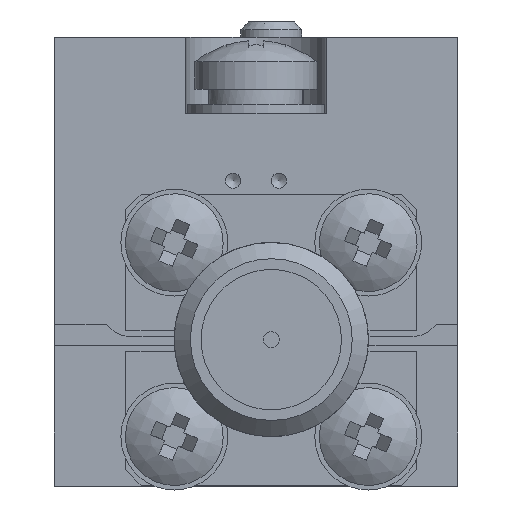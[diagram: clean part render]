
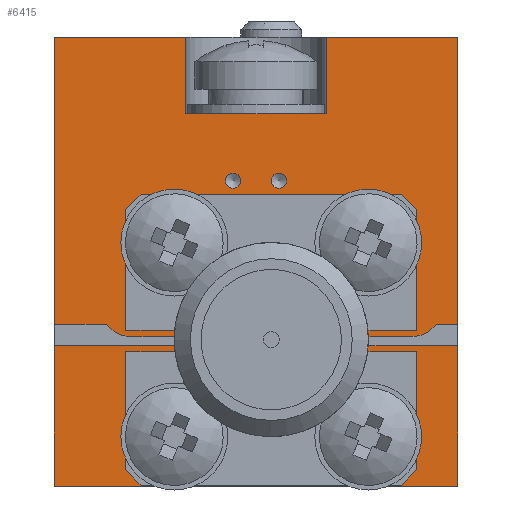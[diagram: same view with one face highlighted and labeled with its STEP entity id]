
A CAD part, left-side view. The second image highlights one B-rep face of the part: STEP entity #6415.
In plain terms, the highlighted planar face has unit normal (-1, 0, 0).
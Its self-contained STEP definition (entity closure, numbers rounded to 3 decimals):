
#6415=ADVANCED_FACE('',(#19006,#19008,#19010,#19012,#19014,#19016,#19018),#19020,
.F.);
#19006=FACE_BOUND('',#19007,.T.);
#19007=EDGE_LOOP('',(#32467,#32468,#32469,#32470,#32471,#32472,#32473,#32474,#32475,
#32476,#32477,#32478,#32479,#32480,#32481,#32482,#32483,#32484,#32485,#32486));
#19008=FACE_BOUND('',#19009,.T.);
#19009=EDGE_LOOP('',(#32487));
#19010=FACE_BOUND('',#19011,.T.);
#19011=EDGE_LOOP('',(#32488));
#19012=FACE_BOUND('',#19013,.T.);
#19013=EDGE_LOOP('',(#32489));
#19014=FACE_BOUND('',#19015,.T.);
#19015=EDGE_LOOP('',(#32490));
#19016=FACE_BOUND('',#19017,.T.);
#19017=EDGE_LOOP('',(#32491));
#19018=FACE_BOUND('',#19019,.T.);
#19019=EDGE_LOOP('',(#32492));
#19020=PLANE('',#19021);
#19021=AXIS2_PLACEMENT_3D('',#19022,#19023,#19024);
#19022=CARTESIAN_POINT('',(-27.5,6.6,14.7));
#19023=DIRECTION('',(1.,0.,-0.));
#19024=DIRECTION('',(0.,1.,0.));
#32467=ORIENTED_EDGE('',*,*,#38546,.F.);
#32468=ORIENTED_EDGE('',*,*,#38547,.F.);
#32469=ORIENTED_EDGE('',*,*,#38548,.F.);
#32470=ORIENTED_EDGE('',*,*,#38549,.T.);
#32471=ORIENTED_EDGE('',*,*,#38550,.F.);
#32472=ORIENTED_EDGE('',*,*,#38525,.T.);
#32473=ORIENTED_EDGE('',*,*,#38551,.F.);
#32474=ORIENTED_EDGE('',*,*,#38552,.F.);
#32475=ORIENTED_EDGE('',*,*,#38553,.F.);
#32476=ORIENTED_EDGE('',*,*,#38554,.F.);
#32477=ORIENTED_EDGE('',*,*,#38555,.F.);
#32478=ORIENTED_EDGE('',*,*,#38521,.T.);
#32479=ORIENTED_EDGE('',*,*,#38556,.T.);
#32480=ORIENTED_EDGE('',*,*,#38179,.F.);
#32481=ORIENTED_EDGE('',*,*,#38557,.F.);
#32482=ORIENTED_EDGE('',*,*,#38558,.F.);
#32483=ORIENTED_EDGE('',*,*,#38559,.F.);
#32484=ORIENTED_EDGE('',*,*,#38560,.F.);
#32485=ORIENTED_EDGE('',*,*,#38561,.F.);
#32486=ORIENTED_EDGE('',*,*,#38175,.F.);
#32487=ORIENTED_EDGE('',*,*,#37784,.F.);
#32488=ORIENTED_EDGE('',*,*,#37786,.F.);
#32489=ORIENTED_EDGE('',*,*,#37788,.F.);
#32490=ORIENTED_EDGE('',*,*,#37790,.F.);
#32491=ORIENTED_EDGE('',*,*,#37792,.F.);
#32492=ORIENTED_EDGE('',*,*,#37794,.F.);
#37784=EDGE_CURVE('',#41838,#41838,#41839,.T.);
#37786=EDGE_CURVE('',#41842,#41842,#41843,.T.);
#37788=EDGE_CURVE('',#41846,#41846,#41847,.T.);
#37790=EDGE_CURVE('',#41850,#41850,#41851,.T.);
#37792=EDGE_CURVE('',#41854,#41854,#41855,.T.);
#37794=EDGE_CURVE('',#41858,#41858,#41859,.T.);
#38175=EDGE_CURVE('',#42619,#42621,#42622,.T.);
#38179=EDGE_CURVE('',#42627,#42629,#42630,.T.);
#38521=EDGE_CURVE('',#43309,#43307,#43310,.T.);
#38525=EDGE_CURVE('',#43317,#43315,#43318,.T.);
#38546=EDGE_CURVE('',#43358,#42619,#43359,.T.);
#38547=EDGE_CURVE('',#43360,#43358,#43361,.T.);
#38548=EDGE_CURVE('',#43362,#43360,#43363,.T.);
#38549=EDGE_CURVE('',#43362,#43364,#43365,.T.);
#38550=EDGE_CURVE('',#43317,#43364,#43366,.T.);
#38551=EDGE_CURVE('',#43367,#43315,#43368,.T.);
#38552=EDGE_CURVE('',#43369,#43367,#43370,.T.);
#38553=EDGE_CURVE('',#43371,#43369,#43372,.T.);
#38554=EDGE_CURVE('',#43373,#43371,#43374,.T.);
#38555=EDGE_CURVE('',#43309,#43373,#43375,.T.);
#38556=EDGE_CURVE('',#43307,#42629,#43376,.T.);
#38557=EDGE_CURVE('',#43377,#42627,#43378,.T.);
#38558=EDGE_CURVE('',#43379,#43377,#43380,.T.);
#38559=EDGE_CURVE('',#43381,#43379,#43382,.T.);
#38560=EDGE_CURVE('',#43383,#43381,#43384,.T.);
#38561=EDGE_CURVE('',#42621,#43383,#43385,.T.);
#41838=VERTEX_POINT('',#53635);
#41839=CIRCLE('',#53636,0.25);
#41842=VERTEX_POINT('',#53746);
#41843=CIRCLE('',#53747,0.25);
#41846=VERTEX_POINT('',#53857);
#41847=CIRCLE('',#53858,0.625);
#41850=VERTEX_POINT('',#53968);
#41851=CIRCLE('',#53969,0.625);
#41854=VERTEX_POINT('',#54079);
#41855=CIRCLE('',#54080,0.625);
#41858=VERTEX_POINT('',#54190);
#41859=CIRCLE('',#54191,0.625);
#42619=VERTEX_POINT('',#57754);
#42621=VERTEX_POINT('',#57758);
#42622=LINE('',#57759,#57760);
#42627=VERTEX_POINT('',#57770);
#42629=VERTEX_POINT('',#57774);
#42630=LINE('',#57775,#57776);
#43307=VERTEX_POINT('',#63746);
#43309=VERTEX_POINT('',#63750);
#43310=LINE('',#63751,#63752);
#43315=VERTEX_POINT('',#63762);
#43317=VERTEX_POINT('',#63766);
#43318=LINE('',#63767,#63768);
#43358=VERTEX_POINT('',#63849);
#43359=LINE('',#63850,#63851);
#43360=VERTEX_POINT('',#63853);
#43361=LINE('',#63854,#63855);
#43362=VERTEX_POINT('',#63857);
#43363=LINE('',#63858,#63859);
#43364=VERTEX_POINT('',#63861);
#43365=LINE('',#63862,#63863);
#43366=LINE('',#63865,#63866);
#43367=VERTEX_POINT('',#63868);
#43368=LINE('',#63869,#63870);
#43369=VERTEX_POINT('',#63872);
#43370=CIRCLE('',#63873,1.);
#43371=VERTEX_POINT('',#63877);
#43372=LINE('',#63878,#63879);
#43373=VERTEX_POINT('',#63881);
#43374=LINE('',#63882,#63883);
#43375=LINE('',#63885,#63886);
#43376=LINE('',#63888,#63889);
#43377=VERTEX_POINT('',#63891);
#43378=LINE('',#63892,#63893);
#43379=VERTEX_POINT('',#63895);
#43380=LINE('',#63896,#63897);
#43381=VERTEX_POINT('',#63899);
#43382=LINE('',#63900,#63901);
#43383=VERTEX_POINT('',#63903);
#43384=CIRCLE('',#63904,1.);
#43385=LINE('',#63908,#63909);
#53635=CARTESIAN_POINT('',(-27.5,-0.75,10.25));
#53636=AXIS2_PLACEMENT_3D('',#53637,#53638,#53639);
#53637=CARTESIAN_POINT('',(-27.5,-0.75,10.));
#53638=DIRECTION('',(-1.,0.,0.));
#53639=DIRECTION('',(-0.,0.,-1.));
#53746=CARTESIAN_POINT('',(-27.5,0.75,10.25));
#53747=AXIS2_PLACEMENT_3D('',#53748,#53749,#53750);
#53748=CARTESIAN_POINT('',(-27.5,0.75,10.));
#53749=DIRECTION('',(-1.,0.,0.));
#53750=DIRECTION('',(-0.,0.,-1.));
#53857=CARTESIAN_POINT('',(-27.5,2.675,8.6));
#53858=AXIS2_PLACEMENT_3D('',#53859,#53860,#53861);
#53859=CARTESIAN_POINT('',(-27.5,2.675,7.975));
#53860=DIRECTION('',(-1.,0.,0.));
#53861=DIRECTION('',(-0.,0.,-1.));
#53968=CARTESIAN_POINT('',(-27.5,-3.675,8.6));
#53969=AXIS2_PLACEMENT_3D('',#53970,#53971,#53972);
#53970=CARTESIAN_POINT('',(-27.5,-3.675,7.975));
#53971=DIRECTION('',(-1.,0.,0.));
#53972=DIRECTION('',(-0.,0.,-1.));
#54079=CARTESIAN_POINT('',(-27.5,-3.675,2.25));
#54080=AXIS2_PLACEMENT_3D('',#54081,#54082,#54083);
#54081=CARTESIAN_POINT('',(-27.5,-3.675,1.625));
#54082=DIRECTION('',(-1.,0.,0.));
#54083=DIRECTION('',(-0.,0.,-1.));
#54190=CARTESIAN_POINT('',(-27.5,2.675,2.25));
#54191=AXIS2_PLACEMENT_3D('',#54192,#54193,#54194);
#54192=CARTESIAN_POINT('',(-27.5,2.675,1.625));
#54193=DIRECTION('',(-1.,0.,0.));
#54194=DIRECTION('',(-0.,0.,-1.));
#57754=CARTESIAN_POINT('',(-27.5,-6.6,14.7));
#57758=CARTESIAN_POINT('',(-27.5,-6.6,5.3));
#57759=CARTESIAN_POINT('',(-27.5,-6.6,14.7));
#57760=VECTOR('',#57761,1.);
#57761=DIRECTION('',(0.,0.,-1.));
#57770=CARTESIAN_POINT('',(-27.5,-6.6,4.6));
#57774=CARTESIAN_POINT('',(-27.5,-6.6,0.));
#57775=CARTESIAN_POINT('',(-27.5,-6.6,4.6));
#57776=VECTOR('',#57777,1.);
#57777=DIRECTION('',(0.,0.,-1.));
#63746=CARTESIAN_POINT('',(-27.5,6.6,0.));
#63750=CARTESIAN_POINT('',(-27.5,6.6,4.6));
#63751=CARTESIAN_POINT('',(-27.5,6.6,4.6));
#63752=VECTOR('',#63753,1.);
#63753=DIRECTION('',(0.,0.,-1.));
#63762=CARTESIAN_POINT('',(-27.5,6.6,5.3));
#63766=CARTESIAN_POINT('',(-27.5,6.6,14.7));
#63767=CARTESIAN_POINT('',(-27.5,6.6,14.7));
#63768=VECTOR('',#63769,1.);
#63769=DIRECTION('',(0.,0.,-1.));
#63849=CARTESIAN_POINT('',(-27.5,-2.3,14.7));
#63850=CARTESIAN_POINT('',(-27.5,-2.3,14.7));
#63851=VECTOR('',#63852,1.);
#63852=DIRECTION('',(0.,-1.,0.));
#63853=CARTESIAN_POINT('',(-27.5,-2.3,12.2));
#63854=CARTESIAN_POINT('',(-27.5,-2.3,12.2));
#63855=VECTOR('',#63856,1.);
#63856=DIRECTION('',(0.,0.,1.));
#63857=CARTESIAN_POINT('',(-27.5,2.3,12.2));
#63858=CARTESIAN_POINT('',(-27.5,2.3,12.2));
#63859=VECTOR('',#63860,1.);
#63860=DIRECTION('',(0.,-1.,0.));
#63861=CARTESIAN_POINT('',(-27.5,2.3,14.7));
#63862=CARTESIAN_POINT('',(-27.5,2.3,12.2));
#63863=VECTOR('',#63864,1.);
#63864=DIRECTION('',(0.,0.,1.));
#63865=CARTESIAN_POINT('',(-27.5,6.6,14.7));
#63866=VECTOR('',#63867,1.);
#63867=DIRECTION('',(0.,-1.,0.));
#63868=CARTESIAN_POINT('',(-27.5,4.9,5.3));
#63869=CARTESIAN_POINT('',(-27.5,4.9,5.3));
#63870=VECTOR('',#63871,1.);
#63871=DIRECTION('',(0.,1.,0.));
#63872=CARTESIAN_POINT('',(-27.5,4.1,4.9));
#63873=AXIS2_PLACEMENT_3D('',#63874,#63875,#63876);
#63874=CARTESIAN_POINT('',(-27.5,4.1,5.9));
#63875=DIRECTION('',(1.,0.,0.));
#63876=DIRECTION('',(0.,0.,-1.));
#63877=CARTESIAN_POINT('',(-27.5,2.6,4.9));
#63878=CARTESIAN_POINT('',(-27.5,2.6,4.9));
#63879=VECTOR('',#63880,1.);
#63880=DIRECTION('',(0.,1.,0.));
#63881=CARTESIAN_POINT('',(-27.5,2.6,4.6));
#63882=CARTESIAN_POINT('',(-27.5,2.6,4.6));
#63883=VECTOR('',#63884,1.);
#63884=DIRECTION('',(0.,0.,1.));
#63885=CARTESIAN_POINT('',(-27.5,6.6,4.6));
#63886=VECTOR('',#63887,1.);
#63887=DIRECTION('',(0.,-1.,0.));
#63888=CARTESIAN_POINT('',(-27.5,6.6,0.));
#63889=VECTOR('',#63890,1.);
#63890=DIRECTION('',(0.,-1.,0.));
#63891=CARTESIAN_POINT('',(-27.5,-3.6,4.6));
#63892=CARTESIAN_POINT('',(-27.5,-3.6,4.6));
#63893=VECTOR('',#63894,1.);
#63894=DIRECTION('',(0.,-1.,0.));
#63895=CARTESIAN_POINT('',(-27.5,-3.6,4.9));
#63896=CARTESIAN_POINT('',(-27.5,-3.6,4.9));
#63897=VECTOR('',#63898,1.);
#63898=DIRECTION('',(0.,0.,-1.));
#63899=CARTESIAN_POINT('',(-27.5,-5.1,4.9));
#63900=CARTESIAN_POINT('',(-27.5,-5.1,4.9));
#63901=VECTOR('',#63902,1.);
#63902=DIRECTION('',(0.,1.,0.));
#63903=CARTESIAN_POINT('',(-27.5,-5.9,5.3));
#63904=AXIS2_PLACEMENT_3D('',#63905,#63906,#63907);
#63905=CARTESIAN_POINT('',(-27.5,-5.1,5.9));
#63906=DIRECTION('',(1.,0.,0.));
#63907=DIRECTION('',(0.,-0.8,-0.6));
#63908=CARTESIAN_POINT('',(-27.5,-6.6,5.3));
#63909=VECTOR('',#63910,1.);
#63910=DIRECTION('',(0.,1.,0.));
